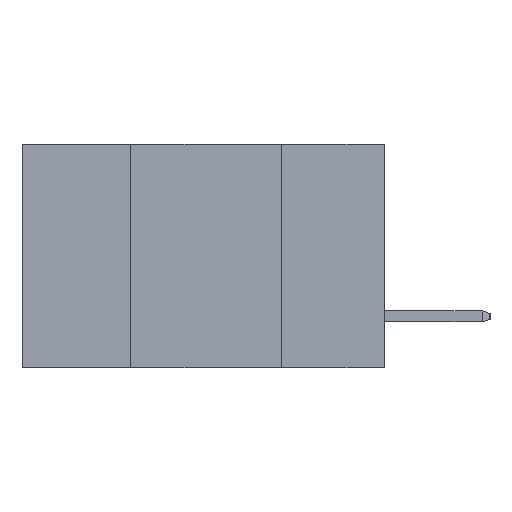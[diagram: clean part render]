
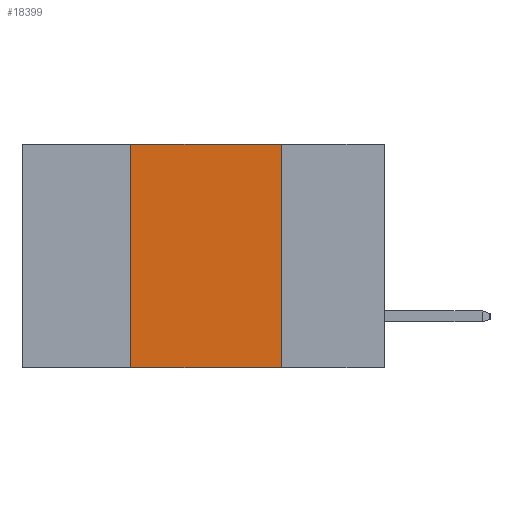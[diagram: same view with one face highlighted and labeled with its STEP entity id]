
A CAD part, left-side view. The second image highlights one B-rep face of the part: STEP entity #18399.
In plain terms, the highlighted planar face has unit normal (-1, 0, 0).
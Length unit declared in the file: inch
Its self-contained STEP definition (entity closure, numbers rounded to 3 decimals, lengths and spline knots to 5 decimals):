
#1636 = VERTEX_POINT ( 'NONE', #2352 ) ;
#1657 = CARTESIAN_POINT ( 'NONE',  ( 0., 0.6, -0.37 ) ) ;
#1911 = CARTESIAN_POINT ( 'NONE',  ( 0., 0.17, -0.37 ) ) ;
#2293 = ORIENTED_EDGE ( 'NONE', *, *, #24596, .F. ) ;
#2352 = CARTESIAN_POINT ( 'NONE',  ( 0., 0.42, -0.37 ) ) ;
#3620 = ORIENTED_EDGE ( 'NONE', *, *, #16367, .T. ) ;
#4235 = CARTESIAN_POINT ( 'NONE',  ( 0., 0.6, 0. ) ) ;
#5423 = LINE ( 'NONE', #1657, #16209 ) ;
#5713 = LINE ( 'NONE', #4235, #16494 ) ;
#5721 = FACE_OUTER_BOUND ( 'NONE', #27099, .T. ) ;
#6393 = DIRECTION ( 'NONE',  ( 0., -1., 0. ) ) ;
#6538 = DIRECTION ( 'NONE',  ( 0., 0., -1. ) ) ;
#6649 = ORIENTED_EDGE ( 'NONE', *, *, #14221, .F. ) ;
#8057 = VERTEX_POINT ( 'NONE', #1911 ) ;
#9508 = PLANE ( 'NONE',  #24248 ) ;
#12573 = VERTEX_POINT ( 'NONE', #16611 ) ;
#12791 = CARTESIAN_POINT ( 'NONE',  ( 0., 0.17, 0. ) ) ;
#13048 = ORIENTED_EDGE ( 'NONE', *, *, #26592, .F. ) ;
#13840 = DIRECTION ( 'NONE',  ( 0., 0., -1. ) ) ;
#14221 = EDGE_CURVE ( 'NONE', #18148, #8057, #20341, .T. ) ;
#14550 = DIRECTION ( 'NONE',  ( 0., -1., 0. ) ) ;
#16209 = VECTOR ( 'NONE', #14550, 39.37008 ) ;
#16367 = EDGE_CURVE ( 'NONE', #1636, #8057, #5423, .T. ) ;
#16494 = VECTOR ( 'NONE', #6393, 39.37008 ) ;
#16611 = CARTESIAN_POINT ( 'NONE',  ( 0., 0.42, 0. ) ) ;
#16972 = CARTESIAN_POINT ( 'NONE',  ( 0., 0.42, 0. ) ) ;
#18148 = VERTEX_POINT ( 'NONE', #12791 ) ;
#18399 = ADVANCED_FACE ( 'NONE', ( #5721 ), #9508, .F. ) ;
#19313 = CARTESIAN_POINT ( 'NONE',  ( 0., 0.17, 0. ) ) ;
#20341 = LINE ( 'NONE', #19313, #24622 ) ;
#23406 = DIRECTION ( 'NONE',  ( 0., 0., 1. ) ) ;
#24248 = AXIS2_PLACEMENT_3D ( 'NONE', #24458, #26586, #13840 ) ;
#24458 = CARTESIAN_POINT ( 'NONE',  ( 0., 0.6, 0. ) ) ;
#24596 = EDGE_CURVE ( 'NONE', #1636, #12573, #25505, .T. ) ;
#24622 = VECTOR ( 'NONE', #6538, 39.37008 ) ;
#24862 = VECTOR ( 'NONE', #23406, 39.37008 ) ;
#25505 = LINE ( 'NONE', #16972, #24862 ) ;
#26586 = DIRECTION ( 'NONE',  ( 1., 0., 0. ) ) ;
#26592 = EDGE_CURVE ( 'NONE', #12573, #18148, #5713, .T. ) ;
#27099 = EDGE_LOOP ( 'NONE', ( #6649, #13048, #2293, #3620 ) ) ;
